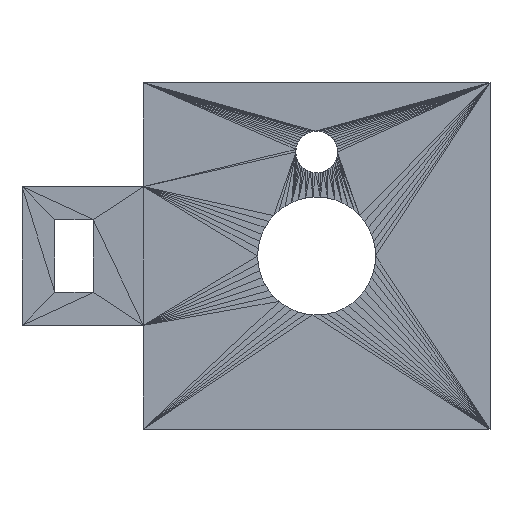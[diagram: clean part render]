
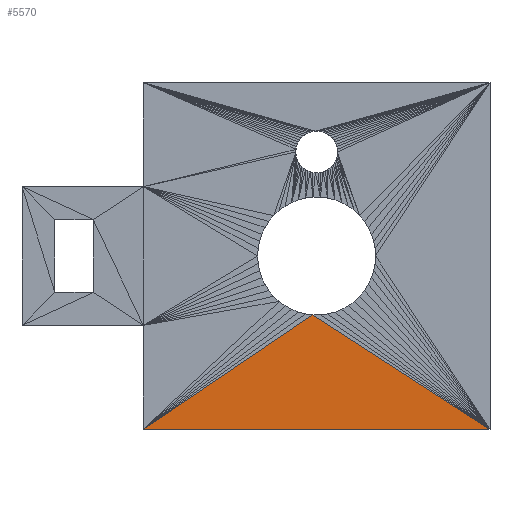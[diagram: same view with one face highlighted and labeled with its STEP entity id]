
A CAD part, top view. The second image highlights one B-rep face of the part: STEP entity #5570.
In plain terms, the highlighted planar face has unit normal (0, 0, 1).
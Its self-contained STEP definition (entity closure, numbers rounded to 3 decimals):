
#842 = VERTEX_POINT('',#843);
#843 = CARTESIAN_POINT('',(83.369,107.555,5.));
#883 = PLANE('',#884);
#884 = AXIS2_PLACEMENT_3D('',#885,#886,#887);
#885 = CARTESIAN_POINT('',(83.369,107.555,5.));
#886 = DIRECTION('',(-0.,1.,0.));
#887 = DIRECTION('',(0.,0.,1.));
#1418 = VERTEX_POINT('',#1419);
#1419 = CARTESIAN_POINT('',(133.369,107.555,5.));
#4839 = PLANE('',#4840);
#4840 = AXIS2_PLACEMENT_3D('',#4841,#4842,#4843);
#4841 = CARTESIAN_POINT('',(108.903,124.072,5.));
#4842 = DIRECTION('',(-0.,-0.,-1.));
#4843 = DIRECTION('',(-1.,0.,0.));
#4855 = VERTEX_POINT('',#4856);
#4856 = CARTESIAN_POINT('',(107.836,124.072,5.));
#4881 = EDGE_CURVE('',#4855,#1418,#4882,.T.);
#4882 = SURFACE_CURVE('',#4883,(#4887,#4894),.PCURVE_S1.);
#4883 = LINE('',#4884,#4885);
#4884 = CARTESIAN_POINT('',(107.836,124.072,5.));
#4885 = VECTOR('',#4886,1.);
#4886 = DIRECTION('',(0.84,-0.543,0.));
#4887 = PCURVE('',#4839,#4888);
#4888 = DEFINITIONAL_REPRESENTATION('',(#4889),#4893);
#4889 = LINE('',#4890,#4891);
#4890 = CARTESIAN_POINT('',(1.067,0.));
#4891 = VECTOR('',#4892,1.);
#4892 = DIRECTION('',(-0.84,-0.543));
#4893 = ( GEOMETRIC_REPRESENTATION_CONTEXT(2) 
PARAMETRIC_REPRESENTATION_CONTEXT() REPRESENTATION_CONTEXT('2D SPACE',''
  ) );
#4894 = PCURVE('',#4895,#4900);
#4895 = PLANE('',#4896);
#4896 = AXIS2_PLACEMENT_3D('',#4897,#4898,#4899);
#4897 = CARTESIAN_POINT('',(133.369,107.555,5.));
#4898 = DIRECTION('',(0.,0.,-1.));
#4899 = DIRECTION('',(-1.,0.,-0.));
#4900 = DEFINITIONAL_REPRESENTATION('',(#4901),#4904);
#4901 = B_SPLINE_CURVE_WITH_KNOTS('',1,(#4902,#4903),.UNSPECIFIED.,.F.,
  .F.,(2,2),(0.,30.41),.PIECEWISE_BEZIER_KNOTS.);
#4902 = CARTESIAN_POINT('',(25.534,16.517));
#4903 = CARTESIAN_POINT('',(0.,0.));
#4904 = ( GEOMETRIC_REPRESENTATION_CONTEXT(2) 
PARAMETRIC_REPRESENTATION_CONTEXT() REPRESENTATION_CONTEXT('2D SPACE',''
  ) );
#5366 = PLANE('',#5367);
#5367 = AXIS2_PLACEMENT_3D('',#5368,#5369,#5370);
#5368 = CARTESIAN_POINT('',(106.777,124.206,5.));
#5369 = DIRECTION('',(0.,-0.,-1.));
#5370 = DIRECTION('',(-1.,0.,-0.));
#5389 = EDGE_CURVE('',#842,#4855,#5390,.T.);
#5390 = SURFACE_CURVE('',#5391,(#5395,#5402),.PCURVE_S1.);
#5391 = LINE('',#5392,#5393);
#5392 = CARTESIAN_POINT('',(83.369,107.555,5.));
#5393 = VECTOR('',#5394,1.);
#5394 = DIRECTION('',(0.829,0.56,0.));
#5395 = PCURVE('',#5366,#5396);
#5396 = DEFINITIONAL_REPRESENTATION('',(#5397),#5401);
#5397 = LINE('',#5398,#5399);
#5398 = CARTESIAN_POINT('',(23.407,-16.651));
#5399 = VECTOR('',#5400,1.);
#5400 = DIRECTION('',(-0.829,0.56));
#5401 = ( GEOMETRIC_REPRESENTATION_CONTEXT(2) 
PARAMETRIC_REPRESENTATION_CONTEXT() REPRESENTATION_CONTEXT('2D SPACE',''
  ) );
#5402 = PCURVE('',#4895,#5403);
#5403 = DEFINITIONAL_REPRESENTATION('',(#5404),#5407);
#5404 = B_SPLINE_CURVE_WITH_KNOTS('',1,(#5405,#5406),.UNSPECIFIED.,.F.,
  .F.,(2,2),(0.,29.52),.PIECEWISE_BEZIER_KNOTS.);
#5405 = CARTESIAN_POINT('',(50.,0.));
#5406 = CARTESIAN_POINT('',(25.534,16.517));
#5407 = ( GEOMETRIC_REPRESENTATION_CONTEXT(2) 
PARAMETRIC_REPRESENTATION_CONTEXT() REPRESENTATION_CONTEXT('2D SPACE',''
  ) );
#5570 = ADVANCED_FACE('',(#5571),#4895,.F.);
#5571 = FACE_BOUND('',#5572,.T.);
#5572 = EDGE_LOOP('',(#5573,#5574,#5575));
#5573 = ORIENTED_EDGE('',*,*,#4881,.F.);
#5574 = ORIENTED_EDGE('',*,*,#5389,.F.);
#5575 = ORIENTED_EDGE('',*,*,#5576,.T.);
#5576 = EDGE_CURVE('',#842,#1418,#5577,.T.);
#5577 = SURFACE_CURVE('',#5578,(#5582,#5589),.PCURVE_S1.);
#5578 = LINE('',#5579,#5580);
#5579 = CARTESIAN_POINT('',(83.369,107.555,5.));
#5580 = VECTOR('',#5581,1.);
#5581 = DIRECTION('',(1.,0.,0.));
#5582 = PCURVE('',#4895,#5583);
#5583 = DEFINITIONAL_REPRESENTATION('',(#5584),#5588);
#5584 = LINE('',#5585,#5586);
#5585 = CARTESIAN_POINT('',(50.,0.));
#5586 = VECTOR('',#5587,1.);
#5587 = DIRECTION('',(-1.,0.));
#5588 = ( GEOMETRIC_REPRESENTATION_CONTEXT(2) 
PARAMETRIC_REPRESENTATION_CONTEXT() REPRESENTATION_CONTEXT('2D SPACE',''
  ) );
#5589 = PCURVE('',#883,#5590);
#5590 = DEFINITIONAL_REPRESENTATION('',(#5591),#5594);
#5591 = B_SPLINE_CURVE_WITH_KNOTS('',1,(#5592,#5593),.UNSPECIFIED.,.F.,
  .F.,(2,2),(0.,50.),.PIECEWISE_BEZIER_KNOTS.);
#5592 = CARTESIAN_POINT('',(0.,0.));
#5593 = CARTESIAN_POINT('',(0.,50.));
#5594 = ( GEOMETRIC_REPRESENTATION_CONTEXT(2) 
PARAMETRIC_REPRESENTATION_CONTEXT() REPRESENTATION_CONTEXT('2D SPACE',''
  ) );
